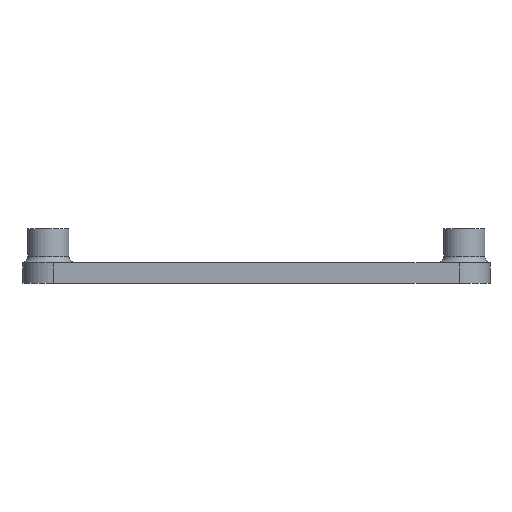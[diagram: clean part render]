
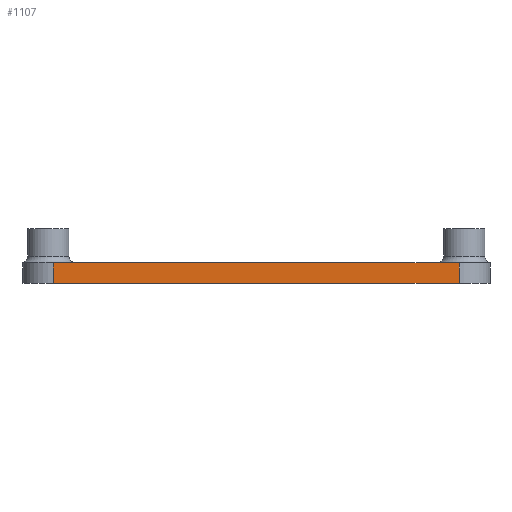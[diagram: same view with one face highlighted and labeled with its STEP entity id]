
A CAD part, front view. The second image highlights one B-rep face of the part: STEP entity #1107.
In plain terms, the highlighted planar face has unit normal (0, -1, 0).
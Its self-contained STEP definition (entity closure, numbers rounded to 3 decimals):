
#50=PLANE('',#1263);
#71=LINE('',#1843,#143);
#102=LINE('',#1966,#174);
#114=LINE('',#2009,#186);
#115=LINE('',#2011,#187);
#143=VECTOR('',#1411,10.);
#174=VECTOR('',#1544,10.);
#186=VECTOR('',#1582,10.);
#187=VECTOR('',#1585,10.);
#279=FACE_OUTER_BOUND('',#361,.T.);
#361=EDGE_LOOP('',(#964,#965,#966,#967));
#512=VERTEX_POINT('',#1840);
#513=VERTEX_POINT('',#1842);
#553=VERTEX_POINT('',#1963);
#554=VERTEX_POINT('',#1965);
#634=EDGE_CURVE('',#512,#513,#71,.T.);
#692=EDGE_CURVE('',#553,#554,#102,.T.);
#714=EDGE_CURVE('',#554,#512,#114,.T.);
#715=EDGE_CURVE('',#513,#553,#115,.T.);
#964=ORIENTED_EDGE('',*,*,#714,.F.);
#965=ORIENTED_EDGE('',*,*,#692,.F.);
#966=ORIENTED_EDGE('',*,*,#715,.F.);
#967=ORIENTED_EDGE('',*,*,#634,.F.);
#1107=ADVANCED_FACE('',(#279),#50,.T.);
#1263=AXIS2_PLACEMENT_3D('',#2010,#1583,#1584);
#1411=DIRECTION('',(1.,0.,0.));
#1544=DIRECTION('',(-1.,0.,0.));
#1582=DIRECTION('',(0.,0.,1.));
#1583=DIRECTION('center_axis',(0.,-1.,0.));
#1584=DIRECTION('ref_axis',(1.,0.,0.));
#1585=DIRECTION('',(0.,0.,-1.));
#1840=CARTESIAN_POINT('',(-67.,15.5,11.));
#1842=CARTESIAN_POINT('',(-8.,15.5,11.));
#1843=CARTESIAN_POINT('',(-10.,15.5,11.));
#1963=CARTESIAN_POINT('',(-8.,15.5,8.));
#1965=CARTESIAN_POINT('',(-67.,15.5,8.));
#1966=CARTESIAN_POINT('',(-10.,15.5,8.));
#2009=CARTESIAN_POINT('',(-67.,15.5,8.));
#2010=CARTESIAN_POINT('Origin',(-65.,15.5,8.));
#2011=CARTESIAN_POINT('',(-8.,15.5,8.));
